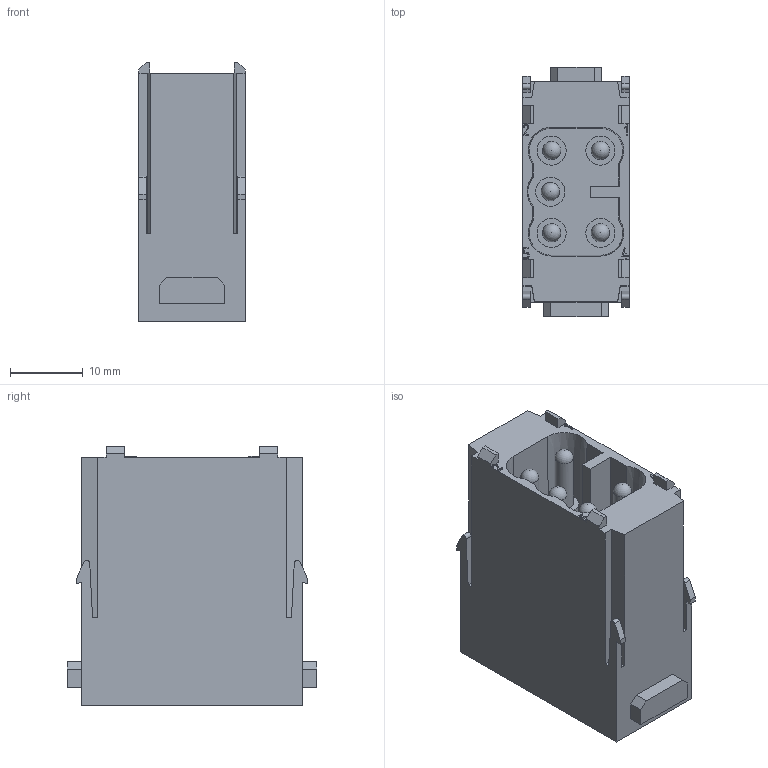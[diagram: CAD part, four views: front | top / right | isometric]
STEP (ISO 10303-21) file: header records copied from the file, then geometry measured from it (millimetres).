
FILE_DESCRIPTION(/* description */ (''),/* implementation_level */ '2;1');
FILE_NAME(/* name */ '100097132ugm000_c.stp',/* time_stamp */ '2019-03-26T14:07:30+01:00',/* author */ (''),/* organization */ (''),/* preprocessor_version */ 'ST-DEVELOPER v16.7',/* originating_system */ 'SIEMENS PLM Software NX 12.0',/* authorisation */ '');
FILE_SCHEMA (('AUTOMOTIVE_DESIGN { 1 0 10303 214 3 1 1 1 }'));
Length unit declared in the file: millimetre
Products named in the file (1): 100097132ugm000_c
Bounding box: 14.6 x 34.2 x 35.55 mm (x, y, z)
Volume: 11398.6 mm3; surface area: 6826.7 mm2
Topology: 1 solids, 11 shells, 518 faces, 1558 edges, 1297 vertices
Faces by surface type: plane 360, extrusion 114, cylinder 29, cone 10, sphere 5
Full cylindrical faces by diameter (mm): 0.569 x1, 0.673 x1, 2.5 x5, 4 x5, 5 x5
Entity records: 18689 total; most frequent: CARTESIAN_POINT 4416, ORIENTED_EDGE 2642, DIRECTION 2184, EDGE_CURVE 1321, VECTOR 1216, LINE 1102, VERTEX_POINT 894, EDGE_LOOP 587
